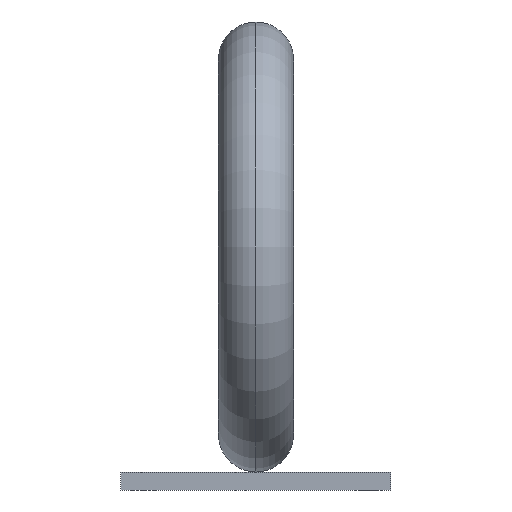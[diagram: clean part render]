
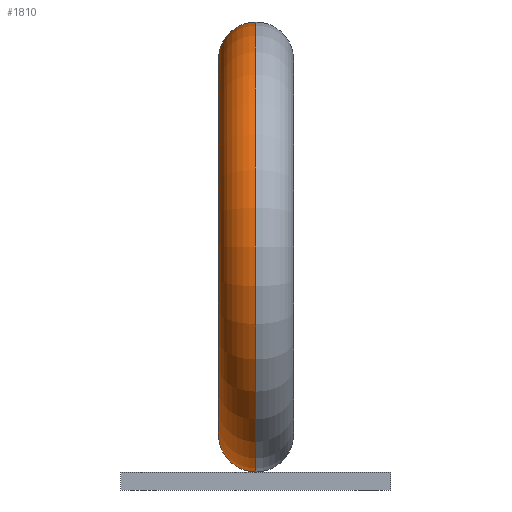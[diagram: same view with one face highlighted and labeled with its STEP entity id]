
A CAD part, left-side view. The second image highlights one B-rep face of the part: STEP entity #1810.
In plain terms, the highlighted toroidal (fillet/blend) face has major radius 62.5 mm and minor radius 12.5 mm.
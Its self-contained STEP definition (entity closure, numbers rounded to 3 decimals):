
#120=CARTESIAN_POINT('',(-156.,7.5,-105.));
#130=VERTEX_POINT('',#120);
#160=CARTESIAN_POINT('',(-143.5,7.5,-105.));
#170=DIRECTION('',(0.,0.,1.));
#180=DIRECTION('',(-1.,0.,0.));
#190=AXIS2_PLACEMENT_3D('',#160,#170,#180);
#200=CIRCLE('',#190,12.5);
#210=CARTESIAN_POINT('',(-131.,7.5,-105.));
#220=VERTEX_POINT('',#210);
#230=EDGE_CURVE('',#220,#130,#200,.T.);
#1130=CARTESIAN_POINT('',(-18.5,7.5,-105.));
#1140=DIRECTION('',(0.,0.,-1.));
#1150=DIRECTION('',(1.,0.,0.));
#1160=AXIS2_PLACEMENT_3D('',#1130,#1140,#1150);
#1170=CIRCLE('',#1160,12.5);
#1200=CARTESIAN_POINT('',(-31.,7.5,-105.));
#1210=VERTEX_POINT('',#1200);
#1350=CARTESIAN_POINT('',(-6.,7.5,-105.));
#1360=VERTEX_POINT('',#1350);
#1500=EDGE_CURVE('',#1210,#1360,#1170,.T.);
#1580=CARTESIAN_POINT('',(-81.,7.5,-105.));
#1590=DIRECTION('',(0.,1.,0.));
#1600=DIRECTION('',(1.,0.,0.));
#1610=AXIS2_PLACEMENT_3D('',#1580,#1590,#1600);
#1620=TOROIDAL_SURFACE('',#1610,62.5,12.5);
#1630=CARTESIAN_POINT('',(-81.,7.5,-105.));
#1640=DIRECTION('',(0.,1.,0.));
#1650=DIRECTION('',(1.,0.,0.));
#1660=AXIS2_PLACEMENT_3D('',#1630,#1640,#1650);
#1670=CIRCLE('',#1660,75.);
#1680=EDGE_CURVE('',#1360,#130,#1670,.T.);
#1690=ORIENTED_EDGE('',*,*,#1680,.T.);
#1700=ORIENTED_EDGE('',*,*,#1500,.T.);
#1710=CARTESIAN_POINT('',(-81.,7.5,-105.));
#1720=DIRECTION('',(0.,1.,0.));
#1730=DIRECTION('',(1.,0.,0.));
#1740=AXIS2_PLACEMENT_3D('',#1710,#1720,#1730);
#1750=CIRCLE('',#1740,50.);
#1760=EDGE_CURVE('',#1210,#220,#1750,.T.);
#1770=ORIENTED_EDGE('',*,*,#1760,.F.);
#1780=ORIENTED_EDGE('',*,*,#230,.F.);
#1790=EDGE_LOOP('',(#1780,#1770,#1700,#1690));
#1800=FACE_OUTER_BOUND('',#1790,.T.);
#1810=ADVANCED_FACE('',(#1800),#1620,.T.);
